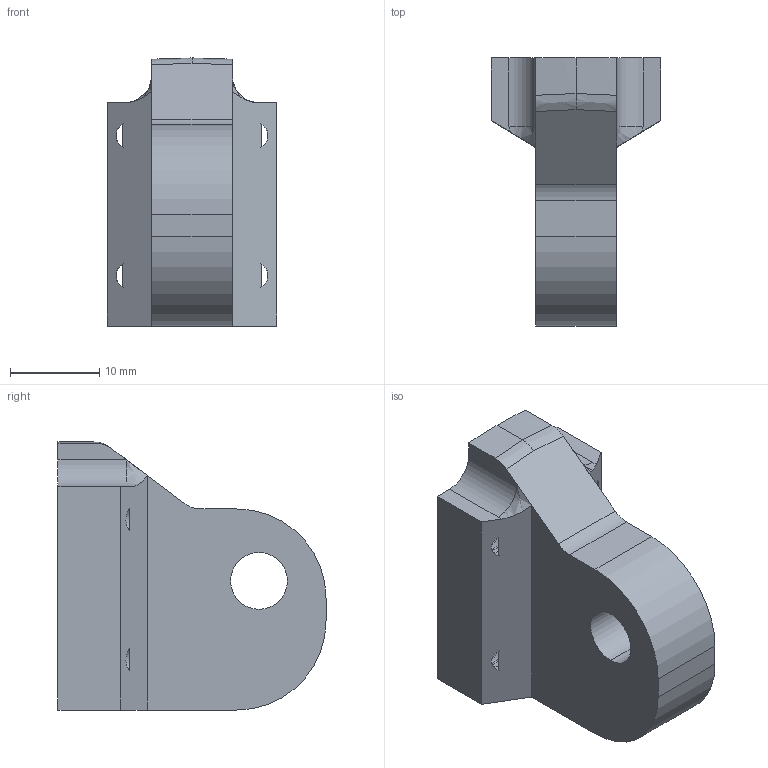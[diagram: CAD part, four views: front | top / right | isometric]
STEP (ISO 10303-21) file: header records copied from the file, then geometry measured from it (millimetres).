
FILE_DESCRIPTION (( 'STEP AP214' ), '1' );
FILE_NAME ('Top Hinge.STEP', '2024-01-18T23:03:33', ( '' ), ( '' ), 'SwSTEP 2.0', 'SolidWorks 2023', '' );
FILE_SCHEMA (( 'AUTOMOTIVE_DESIGN' ));
Length unit declared in the file: millimetre
Products named in the file (1): Top Hinge
Bounding box: 19 x 30 x 30 mm (x, y, z)
Volume: 7829.9 mm3; surface area: 3792.7 mm2
Topology: 1 solids, 1 shells, 184 faces, 507 edges, 327 vertices
Faces by surface type: cylinder 127, plane 33, bspline 24
Entity records: 14125 total; most frequent: CARTESIAN_POINT 10227, ORIENTED_EDGE 1014, DIRECTION 612, EDGE_CURVE 507, VERTEX_POINT 327, AXIS2_PLACEMENT_3D 208, EDGE_LOOP 196, VECTOR 196
